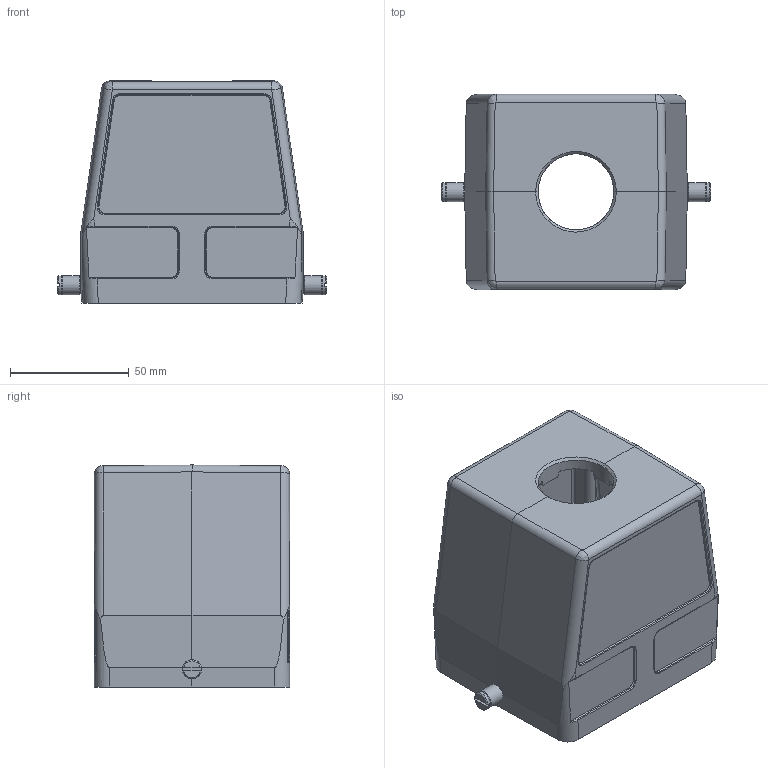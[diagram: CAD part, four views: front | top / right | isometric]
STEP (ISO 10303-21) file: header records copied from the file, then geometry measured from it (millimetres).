
FILE_DESCRIPTION(/* description */ (''),/* implementation_level */ '2;1');
FILE_NAME(/* name */ 'H32B-TE-2B-XXX.stp',/* time_stamp */ '2022-09-04T10:20:24+08:00',/* author */ (''),/* organization */ (''),/* preprocessor_version */ 'ST-DEVELOPER v16',/* originating_system */ 'SIEMENS PLM Software NX 10.0',/* authorisation */ '');
FILE_SCHEMA (('AUTOMOTIVE_DESIGN { 1 0 10303 214 3 1 1 1 }'));
Length unit declared in the file: millimetre
Products named in the file (1): Admi14A87516cpqy
Bounding box: 113.79 x 82.3 x 93.6 mm (x, y, z)
Volume: 160931 mm3; surface area: 71996.9 mm2
Topology: 1 solids, 1 shells, 450 faces, 1126 edges, 681 vertices
Faces by surface type: cylinder 193, plane 142, bspline 77, sphere 18, cone 14, torus 6
Full cylindrical faces by diameter (mm): 3.482 x8, 5 x2, 6.1 x2, 6.2 x2, 8 x4, 32 x1
Entity records: 14770 total; most frequent: CARTESIAN_POINT 4386, DIRECTION 2229, ORIENTED_EDGE 2138, EDGE_CURVE 1069, AXIS2_PLACEMENT_3D 875, VERTEX_POINT 667, EDGE_LOOP 498, LINE 479
